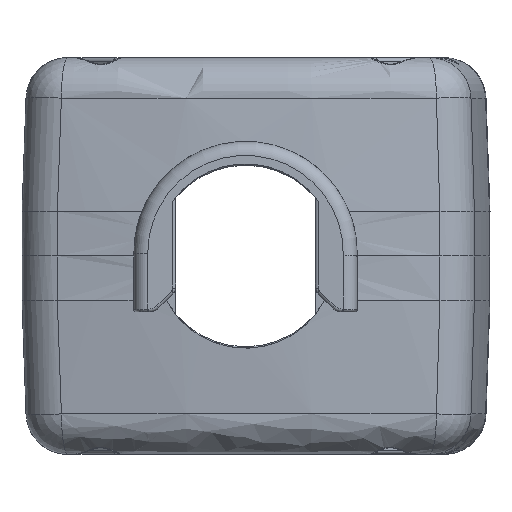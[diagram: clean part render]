
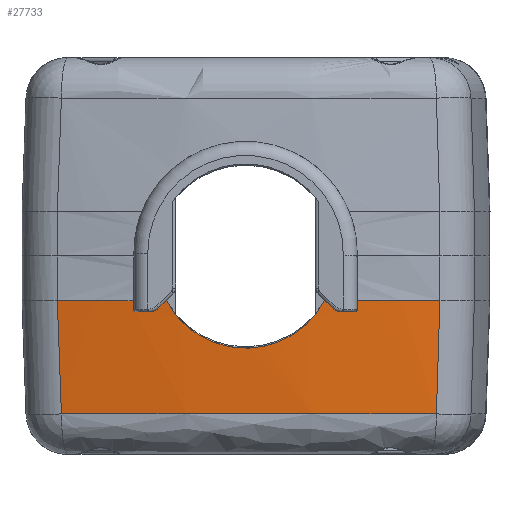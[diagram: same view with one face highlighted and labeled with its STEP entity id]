
A CAD part, left-side view. The second image highlights one B-rep face of the part: STEP entity #27733.
In plain terms, the highlighted conical face has half-angle 2 degrees and reference radius 85.703 mm.
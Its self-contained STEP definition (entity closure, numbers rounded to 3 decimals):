
#65=CONICAL_SURFACE('',#29506,85.702,0.035);
#884=CIRCLE('',#29507,85.702);
#885=CIRCLE('',#29508,85.702);
#886=CIRCLE('',#29509,85.419);
#1301=B_SPLINE_CURVE_WITH_KNOTS('',3,(#46817,#46818,#46819,#46820),
 .UNSPECIFIED.,.F.,.F.,(4,4),(0.,1.),.UNSPECIFIED.);
#1302=B_SPLINE_CURVE_WITH_KNOTS('',3,(#46822,#46823,#46824,#46825),
 .UNSPECIFIED.,.F.,.F.,(4,4),(0.,1.),.UNSPECIFIED.);
#1303=B_SPLINE_CURVE_WITH_KNOTS('',3,(#46830,#46831,#46832,#46833,#46834,
#46835,#46836),.UNSPECIFIED.,.F.,.F.,(4,1,1,1,4),(0.,
0.003,0.007,0.01,0.014),
 .UNSPECIFIED.);
#7301=ORIENTED_EDGE('',*,*,#12816,.T.);
#7302=ORIENTED_EDGE('',*,*,#12817,.T.);
#7303=ORIENTED_EDGE('',*,*,#12818,.T.);
#7304=ORIENTED_EDGE('',*,*,#12819,.F.);
#7305=ORIENTED_EDGE('',*,*,#12815,.F.);
#7306=ORIENTED_EDGE('',*,*,#12820,.T.);
#12815=EDGE_CURVE('',#15977,#15857,#1301,.T.);
#12816=EDGE_CURVE('',#15978,#15979,#1302,.F.);
#12817=EDGE_CURVE('',#15979,#15980,#884,.T.);
#12818=EDGE_CURVE('',#15980,#15981,#1303,.T.);
#12819=EDGE_CURVE('',#15857,#15981,#885,.T.);
#12820=EDGE_CURVE('',#15977,#15978,#886,.T.);
#15857=VERTEX_POINT('',#46465);
#15977=VERTEX_POINT('',#46816);
#15978=VERTEX_POINT('',#46826);
#15979=VERTEX_POINT('',#46827);
#15980=VERTEX_POINT('',#46829);
#15981=VERTEX_POINT('',#46837);
#23656=EDGE_LOOP('',(#7301,#7302,#7303,#7304,#7305,#7306));
#25235=FACE_BOUND('',#23656,.T.);
#27733=ADVANCED_FACE('',(#25235),#65,.T.);
#29506=AXIS2_PLACEMENT_3D('',#46821,#34704,#34705);
#29507=AXIS2_PLACEMENT_3D('',#46828,#34706,#34707);
#29508=AXIS2_PLACEMENT_3D('',#46838,#34708,#34709);
#29509=AXIS2_PLACEMENT_3D('',#46839,#34710,#34711);
#34704=DIRECTION('',(0.,0.,-1.));
#34705=DIRECTION('',(0.,1.,0.));
#34706=DIRECTION('',(0.,0.,1.));
#34707=DIRECTION('',(-1.,0.,0.));
#34708=DIRECTION('',(0.,0.,-1.));
#34709=DIRECTION('',(1.,0.,0.));
#34710=DIRECTION('',(0.,0.,-1.));
#34711=DIRECTION('',(-1.,0.,0.));
#46465=CARTESIAN_POINT('',(-17.941,4.028,0.2));
#46816=CARTESIAN_POINT('',(-17.701,4.319,8.305));
#46817=CARTESIAN_POINT('',(-17.701,4.319,8.305));
#46818=CARTESIAN_POINT('',(-17.781,4.221,5.603));
#46819=CARTESIAN_POINT('',(-17.861,4.124,2.902));
#46820=CARTESIAN_POINT('',(-17.941,4.027,0.2));
#46821=CARTESIAN_POINT('',(66.696,17.5,0.2));
#46822=CARTESIAN_POINT('',(-17.87,31.415,0.2));
#46823=CARTESIAN_POINT('',(-17.788,31.33,2.902));
#46824=CARTESIAN_POINT('',(-17.706,31.246,5.603));
#46825=CARTESIAN_POINT('',(-17.624,31.162,8.305));
#46826=CARTESIAN_POINT('',(-17.624,31.162,8.305));
#46827=CARTESIAN_POINT('',(-17.87,31.414,0.2));
#46828=CARTESIAN_POINT('',(66.696,17.5,0.2));
#46829=CARTESIAN_POINT('',(-18.82,23.153,0.2));
#46830=CARTESIAN_POINT('',(-18.82,23.153,0.2));
#46831=CARTESIAN_POINT('',(-18.82,22.607,1.23));
#46832=CARTESIAN_POINT('',(-18.859,20.97,2.952));
#46833=CARTESIAN_POINT('',(-18.903,17.498,3.922));
#46834=CARTESIAN_POINT('',(-18.859,14.045,2.961));
#46835=CARTESIAN_POINT('',(-18.82,12.393,1.23));
#46836=CARTESIAN_POINT('',(-18.82,11.847,0.2));
#46837=CARTESIAN_POINT('',(-18.82,11.847,0.2));
#46838=CARTESIAN_POINT('',(66.696,17.5,0.2));
#46839=CARTESIAN_POINT('',(66.696,17.5,8.305));
